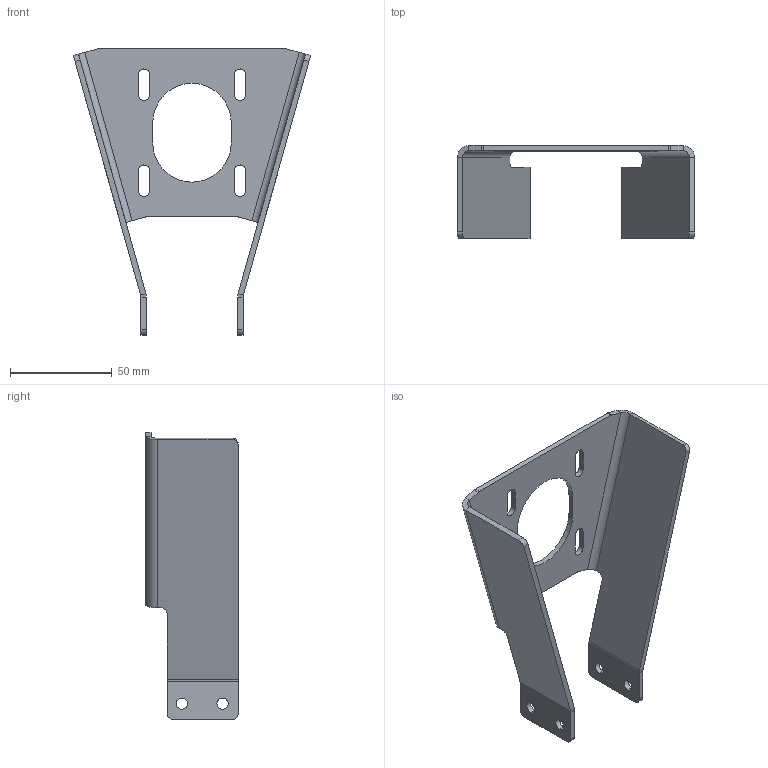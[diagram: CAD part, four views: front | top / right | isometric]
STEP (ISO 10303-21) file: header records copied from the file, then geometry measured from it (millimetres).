
FILE_DESCRIPTION (( 'STEP AP214' ), '1' );
FILE_NAME ('D-F-003-0.STEP', '2025-03-27T04:33:19', ( '' ), ( '' ), 'SwSTEP 2.0', 'SolidWorks 2024', '' );
FILE_SCHEMA (( 'AUTOMOTIVE_DESIGN' ));
Length unit declared in the file: millimetre
Products named in the file (1): D-F-003-0
Bounding box: 116.51 x 45.5 x 140.82 mm (x, y, z)
Volume: 44844 mm3; surface area: 36676.2 mm2
Topology: 1 solids, 1 shells, 91 faces, 235 edges, 146 vertices
Faces by surface type: plane 48, cylinder 43
Entity records: 2818 total; most frequent: DIRECTION 505, CARTESIAN_POINT 473, ORIENTED_EDGE 470, EDGE_CURVE 235, AXIS2_PLACEMENT_3D 178, LINE 149, VECTOR 149, VERTEX_POINT 146
